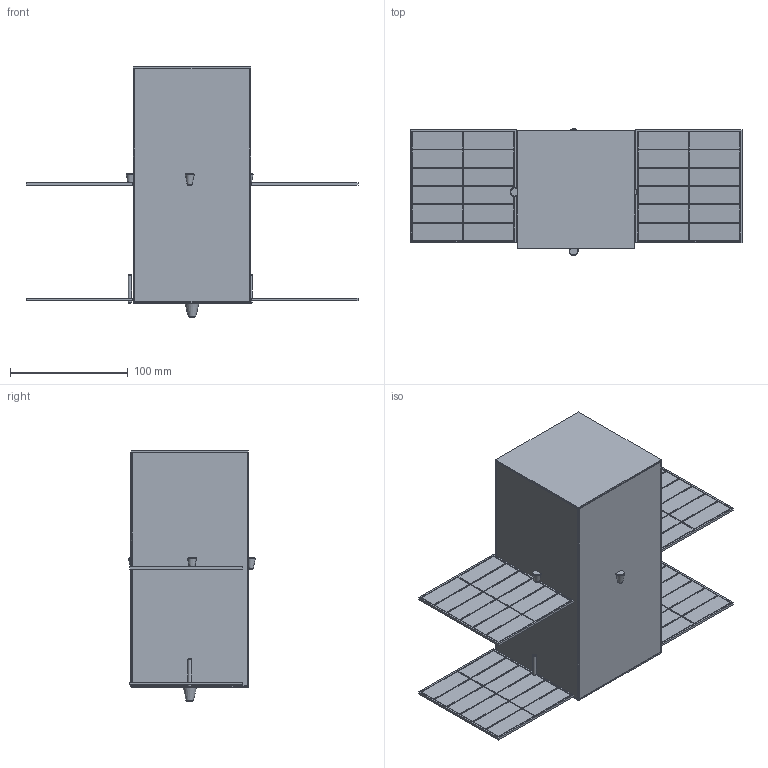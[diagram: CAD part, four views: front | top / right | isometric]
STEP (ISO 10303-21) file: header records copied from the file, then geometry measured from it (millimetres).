
FILE_DESCRIPTION(('FreeCAD Model'),'2;1');
FILE_NAME('Open CASCADE Shape Model','2025-10-29T20:36:38',('Author'),( ''),'Open CASCADE STEP processor 7.8','FreeCAD','Unknown');
FILE_SCHEMA(('AUTOMOTIVE_DESIGN { 1 0 10303 214 1 1 1 1 }'));
Products named in the file (1): CubeSat_Propulsion_Realistic
Bounding box: 281.6 x 107.76 x 212.3 mm (x, y, z)
Volume: 540987.5 mm3; surface area: 346736.5 mm2
Topology: 52 solids, 53 shells, 767 faces, 1869 edges, 1154 vertices
Faces by surface type: plane 474, cylinder 189, sphere 48, cone 28, bspline 16, torus 12
Full cylindrical faces by diameter (mm): 3 x1, 25 x6
Entity records: 53410 total; most frequent: CARTESIAN_POINT 17110, DIRECTION 6243, LINE 3664, VECTOR 3664, ORIENTED_EDGE 3650, PCURVE 3650, DEFINITIONAL_REPRESENTATION 3650, EDGE_CURVE 1825
